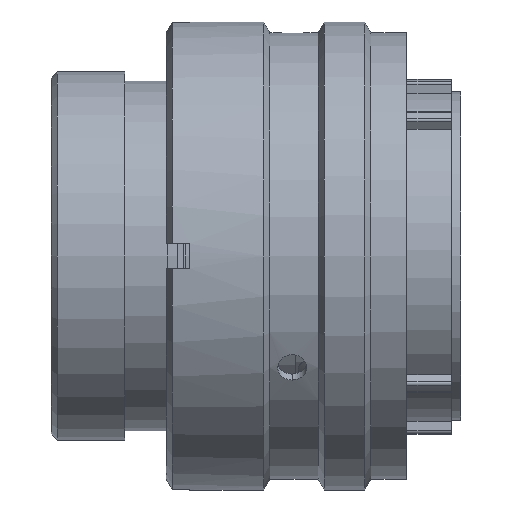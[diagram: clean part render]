
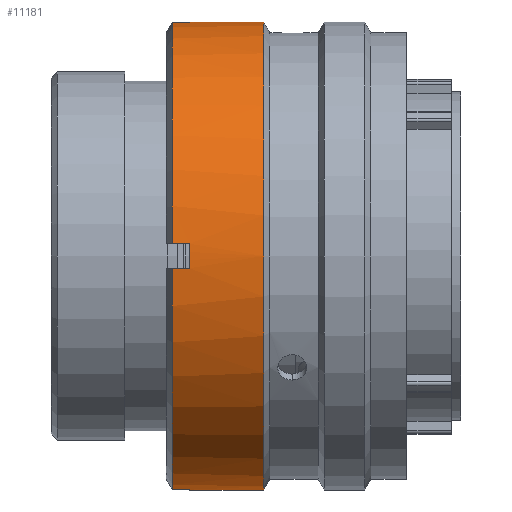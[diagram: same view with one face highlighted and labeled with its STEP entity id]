
A CAD part, front view. The second image highlights one B-rep face of the part: STEP entity #11181.
In plain terms, the highlighted cylindrical face has radius 19.05 mm (diameter 38.1 mm), a partial arc.
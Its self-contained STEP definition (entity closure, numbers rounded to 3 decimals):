
#3768 = CARTESIAN_POINT ( 'NONE',  ( 9.878, 0., 0. ) ) ;
#5254 = ORIENTED_EDGE ( 'NONE', *, *, #85328, .T. ) ;
#6727 = DIRECTION ( 'NONE',  ( 1., 0., 0. ) ) ;
#7309 = CARTESIAN_POINT ( 'NONE',  ( 17.298, 0., 19.05 ) ) ;
#9685 = EDGE_CURVE ( 'NONE', #34420, #53334, #49370, .T. ) ;
#11181 = ADVANCED_FACE ( 'NONE', ( #60857 ), #65409, .T. ) ;
#11242 = VERTEX_POINT ( 'NONE', #92149 ) ;
#11848 = CARTESIAN_POINT ( 'NONE',  ( 17.298, 0., -19.05 ) ) ;
#11923 = EDGE_CURVE ( 'NONE', #34420, #61919, #47616, .T. ) ;
#12651 = CARTESIAN_POINT ( 'NONE',  ( 11.278, -19.024, 1. ) ) ;
#13705 = DIRECTION ( 'NONE',  ( 0., 0., -1. ) ) ;
#15199 = ORIENTED_EDGE ( 'NONE', *, *, #61078, .T. ) ;
#15535 = CARTESIAN_POINT ( 'NONE',  ( 9.878, -19.024, -1. ) ) ;
#15689 = CARTESIAN_POINT ( 'NONE',  ( 11.278, 0., 0. ) ) ;
#17793 = VERTEX_POINT ( 'NONE', #105304 ) ;
#17916 = CARTESIAN_POINT ( 'NONE',  ( 28.928, -19.024, -1. ) ) ;
#18346 = DIRECTION ( 'NONE',  ( 1., 0., 0. ) ) ;
#19669 = CARTESIAN_POINT ( 'NONE',  ( 9.878, -19.024, 1. ) ) ;
#20149 = EDGE_CURVE ( 'NONE', #53710, #41017, #124270, .T. ) ;
#20292 = ORIENTED_EDGE ( 'NONE', *, *, #23001, .T. ) ;
#22290 = DIRECTION ( 'NONE',  ( 0., 0., -1. ) ) ;
#23001 = EDGE_CURVE ( 'NONE', #11242, #17793, #124634, .T. ) ;
#23306 = VECTOR ( 'NONE', #118345, 1000. ) ;
#25393 = LINE ( 'NONE', #17916, #126572 ) ;
#25627 = DIRECTION ( 'NONE',  ( 0., 0., 1. ) ) ;
#26978 = AXIS2_PLACEMENT_3D ( 'NONE', #3768, #72473, #13705 ) ;
#27194 = CARTESIAN_POINT ( 'NONE',  ( 11.278, 0., 0. ) ) ;
#27524 = ORIENTED_EDGE ( 'NONE', *, *, #35587, .T. ) ;
#29285 = DIRECTION ( 'NONE',  ( 1., 0., 0. ) ) ;
#31693 = CARTESIAN_POINT ( 'NONE',  ( 28.928, 0., 0. ) ) ;
#32053 = CARTESIAN_POINT ( 'NONE',  ( 11.278, -1., 19.024 ) ) ;
#32387 = ORIENTED_EDGE ( 'NONE', *, *, #9685, .F. ) ;
#33597 = VERTEX_POINT ( 'NONE', #15535 ) ;
#34420 = VERTEX_POINT ( 'NONE', #101023 ) ;
#35587 = EDGE_CURVE ( 'NONE', #61919, #53710, #99051, .T. ) ;
#37050 = DIRECTION ( 'NONE',  ( 0., 0., 1. ) ) ;
#37555 = LINE ( 'NONE', #124285, #112729 ) ;
#41017 = VERTEX_POINT ( 'NONE', #19669 ) ;
#41030 = ORIENTED_EDGE ( 'NONE', *, *, #20149, .T. ) ;
#41512 = DIRECTION ( 'NONE',  ( 1., 0., 0. ) ) ;
#43356 = CARTESIAN_POINT ( 'NONE',  ( 17.298, 0., 0. ) ) ;
#45675 = DIRECTION ( 'NONE',  ( -1., 0., 0. ) ) ;
#45996 = DIRECTION ( 'NONE',  ( 1., 0., 0. ) ) ;
#47616 = CIRCLE ( 'NONE', #123836, 19.05 ) ;
#48667 = EDGE_CURVE ( 'NONE', #107787, #59636, #80101, .T. ) ;
#49370 = LINE ( 'NONE', #59607, #23306 ) ;
#53271 = DIRECTION ( 'NONE',  ( 0., 0., -1. ) ) ;
#53334 = VERTEX_POINT ( 'NONE', #7309 ) ;
#53456 = ORIENTED_EDGE ( 'NONE', *, *, #112373, .T. ) ;
#53479 = VECTOR ( 'NONE', #85883, 1000. ) ;
#53710 = VERTEX_POINT ( 'NONE', #63066 ) ;
#59607 = CARTESIAN_POINT ( 'NONE',  ( 28.928, 0., 19.05 ) ) ;
#59636 = VERTEX_POINT ( 'NONE', #121602 ) ;
#60857 = FACE_OUTER_BOUND ( 'NONE', #63029, .T. ) ;
#61078 = EDGE_CURVE ( 'NONE', #33597, #123702, #79164, .T. ) ;
#61830 = VECTOR ( 'NONE', #29285, 1000. ) ;
#61919 = VERTEX_POINT ( 'NONE', #32053 ) ;
#63029 = EDGE_LOOP ( 'NONE', ( #32387, #107608, #27524, #41030, #53456, #67062, #5254, #15199, #111333, #20292, #65389, #81037 ) ) ;
#63066 = CARTESIAN_POINT ( 'NONE',  ( 9.878, -1., 19.024 ) ) ;
#64917 = LINE ( 'NONE', #88075, #61830 ) ;
#65389 = ORIENTED_EDGE ( 'NONE', *, *, #94945, .T. ) ;
#65409 = CYLINDRICAL_SURFACE ( 'NONE', #70326, 19.05 ) ;
#67062 = ORIENTED_EDGE ( 'NONE', *, *, #48667, .T. ) ;
#70326 = AXIS2_PLACEMENT_3D ( 'NONE', #31693, #41512, #22290 ) ;
#72473 = DIRECTION ( 'NONE',  ( 1., 0., 0. ) ) ;
#72972 = VECTOR ( 'NONE', #45675, 1000. ) ;
#76062 = CARTESIAN_POINT ( 'NONE',  ( 28.928, -19.024, 1. ) ) ;
#77146 = CARTESIAN_POINT ( 'NONE',  ( 11.278, 0., 0. ) ) ;
#79164 = CIRCLE ( 'NONE', #109247, 19.05 ) ;
#80101 = CIRCLE ( 'NONE', #115338, 19.05 ) ;
#81037 = ORIENTED_EDGE ( 'NONE', *, *, #106350, .F. ) ;
#82692 = LINE ( 'NONE', #76062, #53479 ) ;
#83185 = VERTEX_POINT ( 'NONE', #11848 ) ;
#84387 = DIRECTION ( 'NONE',  ( 1., 0., 0. ) ) ;
#85148 = CARTESIAN_POINT ( 'NONE',  ( 28.928, -1., 19.024 ) ) ;
#85328 = EDGE_CURVE ( 'NONE', #59636, #33597, #25393, .T. ) ;
#85883 = DIRECTION ( 'NONE',  ( 1., 0., 0. ) ) ;
#86577 = DIRECTION ( 'NONE',  ( -1., 0., 0. ) ) ;
#87003 = DIRECTION ( 'NONE',  ( 0., 0., 1. ) ) ;
#88075 = CARTESIAN_POINT ( 'NONE',  ( 28.928, 0., -19.05 ) ) ;
#90469 = AXIS2_PLACEMENT_3D ( 'NONE', #43356, #111992, #53271 ) ;
#92149 = CARTESIAN_POINT ( 'NONE',  ( 11.278, -1., -19.024 ) ) ;
#94945 = EDGE_CURVE ( 'NONE', #17793, #83185, #64917, .T. ) ;
#95805 = DIRECTION ( 'NONE',  ( 1., 0., 0. ) ) ;
#99051 = LINE ( 'NONE', #85148, #72972 ) ;
#101023 = CARTESIAN_POINT ( 'NONE',  ( 11.278, 0., 19.05 ) ) ;
#103031 = AXIS2_PLACEMENT_3D ( 'NONE', #15689, #84387, #25627 ) ;
#104792 = CARTESIAN_POINT ( 'NONE',  ( 9.878, 0., 0. ) ) ;
#105304 = CARTESIAN_POINT ( 'NONE',  ( 11.278, 0., -19.05 ) ) ;
#106350 = EDGE_CURVE ( 'NONE', #53334, #83185, #117504, .T. ) ;
#107608 = ORIENTED_EDGE ( 'NONE', *, *, #11923, .T. ) ;
#107787 = VERTEX_POINT ( 'NONE', #12651 ) ;
#109247 = AXIS2_PLACEMENT_3D ( 'NONE', #104792, #45996, #114610 ) ;
#111333 = ORIENTED_EDGE ( 'NONE', *, *, #124692, .T. ) ;
#111992 = DIRECTION ( 'NONE',  ( 1., 0., 0. ) ) ;
#112373 = EDGE_CURVE ( 'NONE', #41017, #107787, #82692, .T. ) ;
#112729 = VECTOR ( 'NONE', #6727, 1000. ) ;
#112993 = CARTESIAN_POINT ( 'NONE',  ( 9.878, -1., -19.024 ) ) ;
#114610 = DIRECTION ( 'NONE',  ( 0., 0., -1. ) ) ;
#115338 = AXIS2_PLACEMENT_3D ( 'NONE', #77146, #18346, #87003 ) ;
#117504 = CIRCLE ( 'NONE', #90469, 19.05 ) ;
#118345 = DIRECTION ( 'NONE',  ( 1., 0., 0. ) ) ;
#121602 = CARTESIAN_POINT ( 'NONE',  ( 11.278, -19.024, -1. ) ) ;
#123702 = VERTEX_POINT ( 'NONE', #112993 ) ;
#123836 = AXIS2_PLACEMENT_3D ( 'NONE', #27194, #95805, #37050 ) ;
#124270 = CIRCLE ( 'NONE', #26978, 19.05 ) ;
#124285 = CARTESIAN_POINT ( 'NONE',  ( 28.928, -1., -19.024 ) ) ;
#124634 = CIRCLE ( 'NONE', #103031, 19.05 ) ;
#124692 = EDGE_CURVE ( 'NONE', #123702, #11242, #37555, .T. ) ;
#126572 = VECTOR ( 'NONE', #86577, 1000. ) ;
